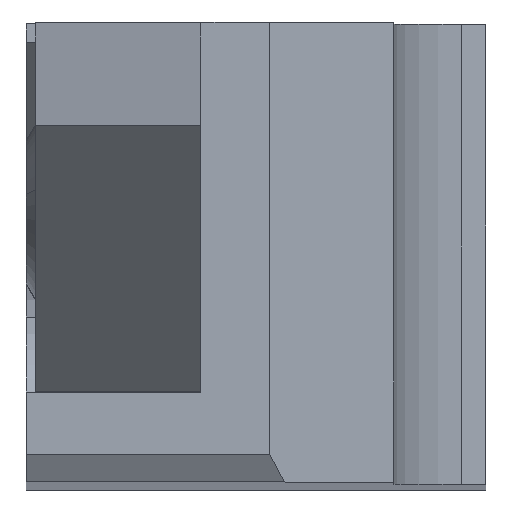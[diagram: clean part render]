
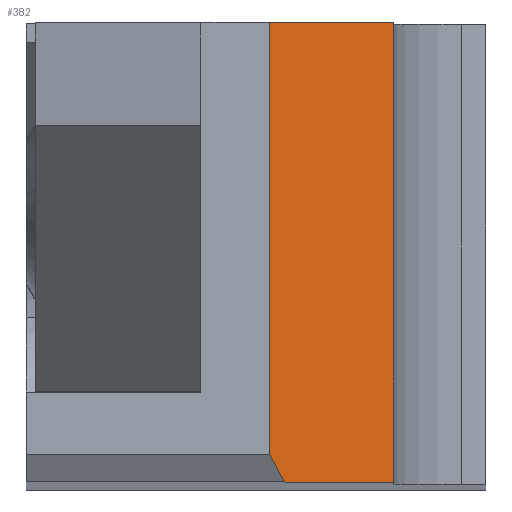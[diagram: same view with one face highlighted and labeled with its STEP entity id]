
A CAD part, top view. The second image highlights one B-rep face of the part: STEP entity #382.
In plain terms, the highlighted planar face has unit normal (0.743, 0, 0.669).
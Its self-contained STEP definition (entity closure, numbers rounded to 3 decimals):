
#10 = DIRECTION ( 'NONE',  ( -0.669, 0., 0.743 ) ) ;
#38 = ORIENTED_EDGE ( 'NONE', *, *, #112, .T. ) ;
#112 = EDGE_CURVE ( 'NONE', #452, #845, #723, .T. ) ;
#137 = CARTESIAN_POINT ( 'NONE',  ( 18., 0., -2.999 ) ) ;
#183 = VECTOR ( 'NONE', #834, 1000. ) ;
#202 = CARTESIAN_POINT ( 'NONE',  ( 18., 10., -2.999 ) ) ;
#240 = ORIENTED_EDGE ( 'NONE', *, *, #1614, .T. ) ;
#335 = CARTESIAN_POINT ( 'NONE',  ( 15.3, 0.6, 0. ) ) ;
#382 = ADVANCED_FACE ( 'NONE', ( #969 ), #1673, .T. ) ;
#416 = VERTEX_POINT ( 'NONE', #335 ) ;
#423 = CARTESIAN_POINT ( 'NONE',  ( 67.13, 0., -57.564 ) ) ;
#443 = LINE ( 'NONE', #804, #801 ) ;
#452 = VERTEX_POINT ( 'NONE', #967 ) ;
#454 = EDGE_CURVE ( 'NONE', #845, #1083, #1436, .T. ) ;
#455 = ORIENTED_EDGE ( 'NONE', *, *, #1333, .T. ) ;
#472 = DIRECTION ( 'NONE',  ( 0., -1., 0. ) ) ;
#709 = AXIS2_PLACEMENT_3D ( 'NONE', #1420, #748, #1551 ) ;
#723 = LINE ( 'NONE', #423, #1201 ) ;
#724 = CARTESIAN_POINT ( 'NONE',  ( 15.3, 10., 0. ) ) ;
#748 = DIRECTION ( 'NONE',  ( 0.743, 0., 0.669 ) ) ;
#801 = VECTOR ( 'NONE', #10, 1000. ) ;
#804 = CARTESIAN_POINT ( 'NONE',  ( 67.13, 10., -57.564 ) ) ;
#814 = ORIENTED_EDGE ( 'NONE', *, *, #824, .F. ) ;
#824 = EDGE_CURVE ( 'NONE', #452, #416, #1258, .T. ) ;
#834 = DIRECTION ( 'NONE',  ( -0.411, 0.79, 0.456 ) ) ;
#845 = VERTEX_POINT ( 'NONE', #137 ) ;
#936 = VERTEX_POINT ( 'NONE', #724 ) ;
#967 = CARTESIAN_POINT ( 'NONE',  ( 15.612, 0., -0.346 ) ) ;
#969 = FACE_OUTER_BOUND ( 'NONE', #1523, .T. ) ;
#987 = DIRECTION ( 'NONE',  ( 0., 1., 0. ) ) ;
#1076 = VECTOR ( 'NONE', #987, 1000. ) ;
#1080 = CARTESIAN_POINT ( 'NONE',  ( -7.669, 44.784, 25.51 ) ) ;
#1083 = VERTEX_POINT ( 'NONE', #202 ) ;
#1180 = CARTESIAN_POINT ( 'NONE',  ( 15.3, 136.244, 0. ) ) ;
#1201 = VECTOR ( 'NONE', #1231, 1000. ) ;
#1231 = DIRECTION ( 'NONE',  ( 0.669, 0., -0.743 ) ) ;
#1258 = LINE ( 'NONE', #1080, #183 ) ;
#1333 = EDGE_CURVE ( 'NONE', #936, #416, #1618, .T. ) ;
#1420 = CARTESIAN_POINT ( 'NONE',  ( 15.3, 136.244, 0. ) ) ;
#1436 = LINE ( 'NONE', #1568, #1076 ) ;
#1523 = EDGE_LOOP ( 'NONE', ( #1624, #240, #455, #814, #38 ) ) ;
#1551 = DIRECTION ( 'NONE',  ( -0.669, 0., 0.743 ) ) ;
#1568 = CARTESIAN_POINT ( 'NONE',  ( 18., 0., -2.999 ) ) ;
#1576 = VECTOR ( 'NONE', #472, 1000. ) ;
#1614 = EDGE_CURVE ( 'NONE', #1083, #936, #443, .T. ) ;
#1618 = LINE ( 'NONE', #1180, #1576 ) ;
#1624 = ORIENTED_EDGE ( 'NONE', *, *, #454, .T. ) ;
#1673 = PLANE ( 'NONE',  #709 ) ;
